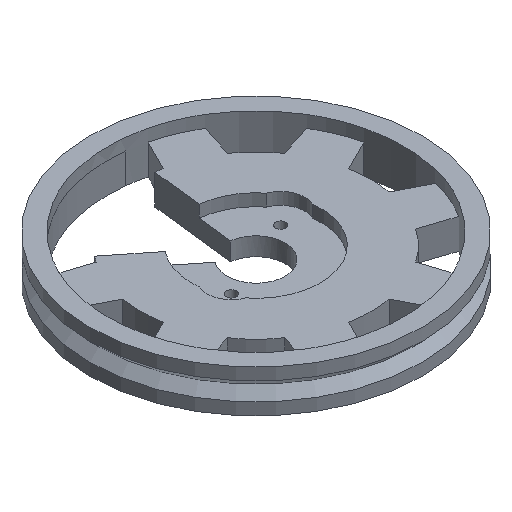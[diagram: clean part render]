
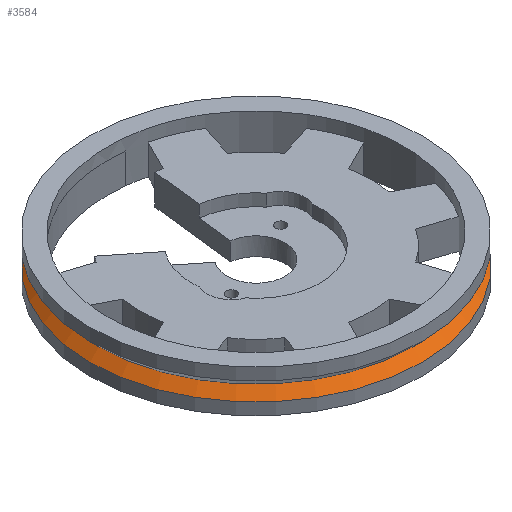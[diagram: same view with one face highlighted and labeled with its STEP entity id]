
A CAD part, isometric view. The second image highlights one B-rep face of the part: STEP entity #3584.
In plain terms, the highlighted conical face has half-angle 45 degrees and reference radius 26 mm.
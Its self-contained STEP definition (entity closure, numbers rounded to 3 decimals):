
#563 = CONICAL_SURFACE('',#564,27.5,0.785);
#564 = AXIS2_PLACEMENT_3D('',#565,#566,#567);
#565 = CARTESIAN_POINT('',(0.,0.,1.5));
#566 = DIRECTION('',(0.,0.,1.));
#567 = DIRECTION('',(1.,0.,0.));
#1538 = VERTEX_POINT('',#1539);
#1539 = CARTESIAN_POINT('',(26.,0.,0.));
#1560 = EDGE_CURVE('',#1538,#1538,#1561,.T.);
#1561 = SURFACE_CURVE('',#1562,(#1567,#1574),.PCURVE_S1.);
#1562 = CIRCLE('',#1563,26.);
#1563 = AXIS2_PLACEMENT_3D('',#1564,#1565,#1566);
#1564 = CARTESIAN_POINT('',(0.,0.,0.));
#1565 = DIRECTION('',(0.,0.,-1.));
#1566 = DIRECTION('',(1.,0.,0.));
#1567 = PCURVE('',#563,#1568);
#1568 = DEFINITIONAL_REPRESENTATION('',(#1569),#1573);
#1569 = LINE('',#1570,#1571);
#1570 = CARTESIAN_POINT('',(-0.,-1.5));
#1571 = VECTOR('',#1572,1.);
#1572 = DIRECTION('',(-1.,-0.));
#1573 = ( GEOMETRIC_REPRESENTATION_CONTEXT(2) 
PARAMETRIC_REPRESENTATION_CONTEXT() REPRESENTATION_CONTEXT('2D SPACE',''
  ) );
#1574 = PCURVE('',#1575,#1580);
#1575 = CONICAL_SURFACE('',#1576,26.,0.785);
#1576 = AXIS2_PLACEMENT_3D('',#1577,#1578,#1579);
#1577 = CARTESIAN_POINT('',(0.,0.,0.));
#1578 = DIRECTION('',(0.,0.,-1.));
#1579 = DIRECTION('',(1.,0.,0.));
#1580 = DEFINITIONAL_REPRESENTATION('',(#1581),#1585);
#1581 = LINE('',#1582,#1583);
#1582 = CARTESIAN_POINT('',(0.,0.));
#1583 = VECTOR('',#1584,1.);
#1584 = DIRECTION('',(1.,0.));
#1585 = ( GEOMETRIC_REPRESENTATION_CONTEXT(2) 
PARAMETRIC_REPRESENTATION_CONTEXT() REPRESENTATION_CONTEXT('2D SPACE',''
  ) );
#2503 = CYLINDRICAL_SURFACE('',#2504,27.5);
#2504 = AXIS2_PLACEMENT_3D('',#2505,#2506,#2507);
#2505 = CARTESIAN_POINT('',(0.,0.,-1.5));
#2506 = DIRECTION('',(0.,0.,-1.));
#2507 = DIRECTION('',(1.,0.,0.));
#3584 = ADVANCED_FACE('',(#3585),#1575,.T.);
#3585 = FACE_BOUND('',#3586,.T.);
#3586 = EDGE_LOOP('',(#3587,#3588,#3611,#3633));
#3587 = ORIENTED_EDGE('',*,*,#1560,.T.);
#3588 = ORIENTED_EDGE('',*,*,#3589,.T.);
#3589 = EDGE_CURVE('',#1538,#3590,#3592,.T.);
#3590 = VERTEX_POINT('',#3591);
#3591 = CARTESIAN_POINT('',(27.5,0.,-1.5));
#3592 = SEAM_CURVE('',#3593,(#3597,#3604),.PCURVE_S1.);
#3593 = LINE('',#3594,#3595);
#3594 = CARTESIAN_POINT('',(26.,0.,0.));
#3595 = VECTOR('',#3596,1.);
#3596 = DIRECTION('',(0.707,0.,-0.707
    ));
#3597 = PCURVE('',#1575,#3598);
#3598 = DEFINITIONAL_REPRESENTATION('',(#3599),#3603);
#3599 = LINE('',#3600,#3601);
#3600 = CARTESIAN_POINT('',(0.,0.));
#3601 = VECTOR('',#3602,1.);
#3602 = DIRECTION('',(0.,1.));
#3603 = ( GEOMETRIC_REPRESENTATION_CONTEXT(2) 
PARAMETRIC_REPRESENTATION_CONTEXT() REPRESENTATION_CONTEXT('2D SPACE',''
  ) );
#3604 = PCURVE('',#1575,#3605);
#3605 = DEFINITIONAL_REPRESENTATION('',(#3606),#3610);
#3606 = LINE('',#3607,#3608);
#3607 = CARTESIAN_POINT('',(6.283,0.));
#3608 = VECTOR('',#3609,1.);
#3609 = DIRECTION('',(0.,1.));
#3610 = ( GEOMETRIC_REPRESENTATION_CONTEXT(2) 
PARAMETRIC_REPRESENTATION_CONTEXT() REPRESENTATION_CONTEXT('2D SPACE',''
  ) );
#3611 = ORIENTED_EDGE('',*,*,#3612,.F.);
#3612 = EDGE_CURVE('',#3590,#3590,#3613,.T.);
#3613 = SURFACE_CURVE('',#3614,(#3619,#3626),.PCURVE_S1.);
#3614 = CIRCLE('',#3615,27.5);
#3615 = AXIS2_PLACEMENT_3D('',#3616,#3617,#3618);
#3616 = CARTESIAN_POINT('',(0.,0.,-1.5));
#3617 = DIRECTION('',(0.,0.,-1.));
#3618 = DIRECTION('',(1.,0.,0.));
#3619 = PCURVE('',#1575,#3620);
#3620 = DEFINITIONAL_REPRESENTATION('',(#3621),#3625);
#3621 = LINE('',#3622,#3623);
#3622 = CARTESIAN_POINT('',(0.,1.5));
#3623 = VECTOR('',#3624,1.);
#3624 = DIRECTION('',(1.,0.));
#3625 = ( GEOMETRIC_REPRESENTATION_CONTEXT(2) 
PARAMETRIC_REPRESENTATION_CONTEXT() REPRESENTATION_CONTEXT('2D SPACE',''
  ) );
#3626 = PCURVE('',#2503,#3627);
#3627 = DEFINITIONAL_REPRESENTATION('',(#3628),#3632);
#3628 = LINE('',#3629,#3630);
#3629 = CARTESIAN_POINT('',(0.,0.));
#3630 = VECTOR('',#3631,1.);
#3631 = DIRECTION('',(1.,0.));
#3632 = ( GEOMETRIC_REPRESENTATION_CONTEXT(2) 
PARAMETRIC_REPRESENTATION_CONTEXT() REPRESENTATION_CONTEXT('2D SPACE',''
  ) );
#3633 = ORIENTED_EDGE('',*,*,#3589,.F.);
